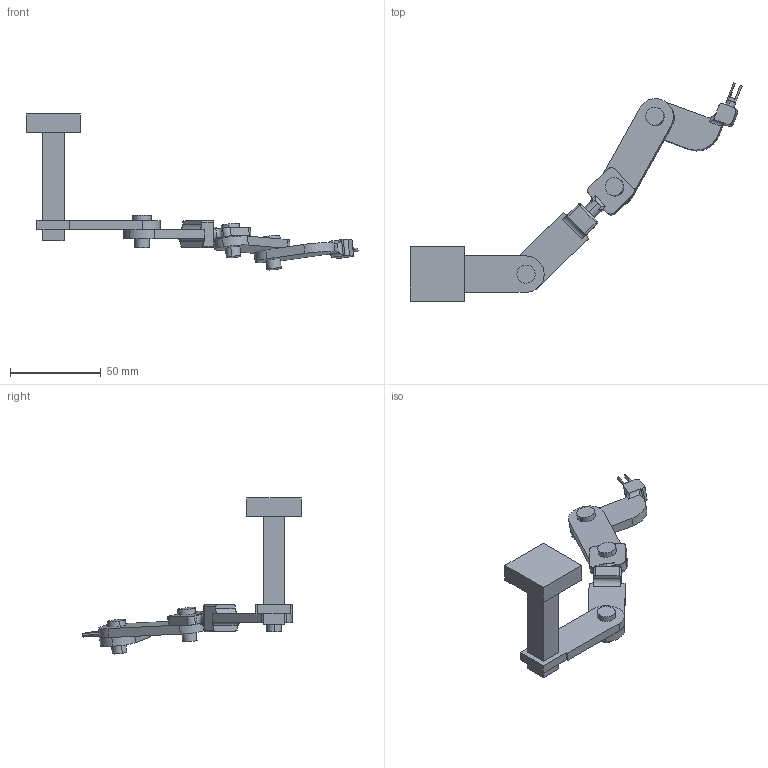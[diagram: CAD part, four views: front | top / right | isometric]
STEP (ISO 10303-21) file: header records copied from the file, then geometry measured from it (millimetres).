
FILE_DESCRIPTION (( 'STEP AP203' ), '1' );
FILE_NAME ('Assem1.STEP', '2020-12-27T19:10:41', ( '' ), ( '' ), 'SwSTEP 2.0', 'SolidWorks 2016', '' );
FILE_SCHEMA (( 'CONFIG_CONTROL_DESIGN' ));
Length unit declared in the file: millimetre
Products named in the file (10): Assem1; gripper; 1nd_joint; 1st_linkage; fifth link; 3rd_joint; base; third_link; 3rd_link; fourth link
Assembly tree (10 placements, depth 2):
  Assem1
    base
    1st_linkage
    1nd_joint
    3rd_link
    third_link
    3rd_joint  x2
    fourth link
    fifth link
    gripper
Bounding box: 183.1 x 120.48 x 86.04 mm (x, y, z)
Volume: 45211.1 mm3; surface area: 22665.7 mm2
Topology: 10 solids, 10 shells, 168 faces, 404 edges, 258 vertices
Faces by surface type: plane 83, cylinder 77, torus 4, sphere 4
Entity records: 5968 total; most frequent: CARTESIAN_POINT 1048, DIRECTION 828, ORIENTED_EDGE 776, EDGE_CURVE 388, AXIS2_PLACEMENT_3D 300, VERTEX_POINT 250, LINE 228, VECTOR 228
